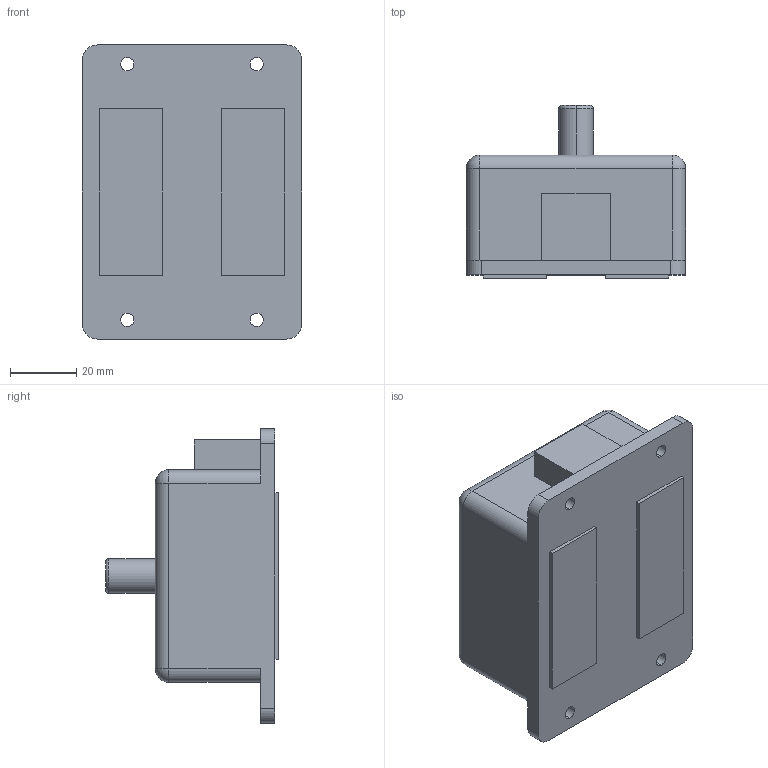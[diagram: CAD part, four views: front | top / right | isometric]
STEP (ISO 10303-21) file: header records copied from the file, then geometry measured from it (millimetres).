
FILE_DESCRIPTION (( 'STEP AP214' ), '1' );
FILE_NAME ('INGUN_113999.STEP', '2022-05-23T11:11:49', ( '' ), ( '' ), 'SwSTEP 2.0', 'SolidWorks 2018', '' );
FILE_SCHEMA (( 'AUTOMOTIVE_DESIGN' ));
Length unit declared in the file: millimetre
Products named in the file (3): 107905~0_50mm <S>; INGUN_113999; 113996~0_S
Assembly tree (3 placements, depth 2):
  INGUN_113999
    113996~0_S
    107905~0_50mm <S>  x2
Bounding box: 66 x 52.1 x 88.6 mm (x, y, z)
Volume: 164541.4 mm3; surface area: 25598.8 mm2
Topology: 3 solids, 3 shells, 55 faces, 134 edges, 82 vertices
Faces by surface type: plane 27, cylinder 22, sphere 4, torus 2
Entity records: 1672 total; most frequent: DIRECTION 276, CARTESIAN_POINT 247, ORIENTED_EDGE 236, EDGE_CURVE 118, AXIS2_PLACEMENT_3D 103, VERTEX_POINT 74, VECTOR 70, LINE 70
